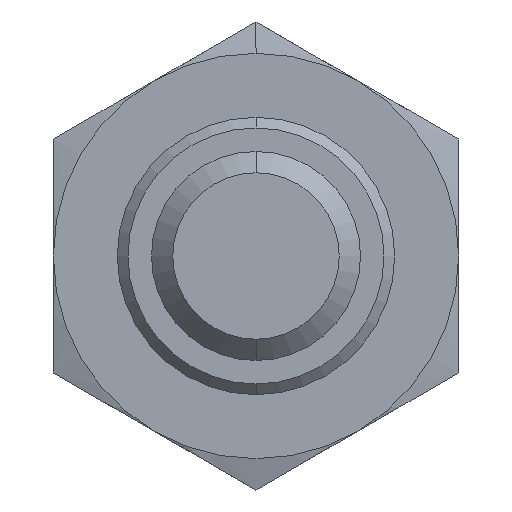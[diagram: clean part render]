
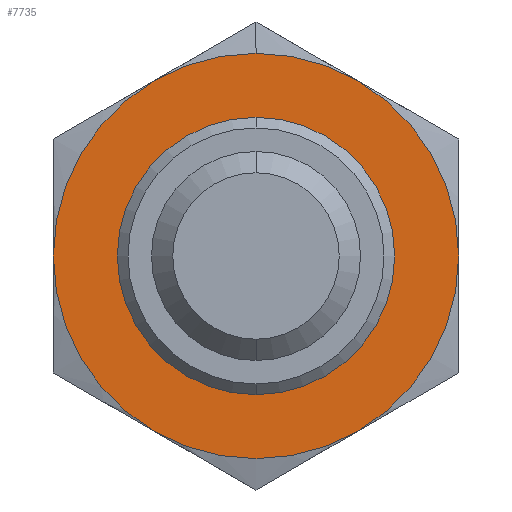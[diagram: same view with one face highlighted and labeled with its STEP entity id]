
A CAD part, front view. The second image highlights one B-rep face of the part: STEP entity #7735.
In plain terms, the highlighted planar face has unit normal (0, -1, 0).
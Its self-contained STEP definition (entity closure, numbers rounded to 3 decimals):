
#11 = AXIS2_PLACEMENT_3D ( 'NONE', #9351, #4668, #1415 ) ;
#61 = DIRECTION ( 'NONE',  ( 0., 0., -1. ) ) ;
#161 = EDGE_CURVE ( 'NONE', #9556, #10517, #5742, .T. ) ;
#240 = CARTESIAN_POINT ( 'NONE',  ( 4.75, 0., -8.227 ) ) ;
#323 = CARTESIAN_POINT ( 'NONE',  ( 0., 0., 5.95 ) ) ;
#424 = CARTESIAN_POINT ( 'NONE',  ( 0., 0., 0. ) ) ;
#551 = AXIS2_PLACEMENT_3D ( 'NONE', #5455, #5614, #9508 ) ;
#781 = DIRECTION ( 'NONE',  ( 0., 0., -1. ) ) ;
#833 = FACE_BOUND ( 'NONE', #9631, .T. ) ;
#857 = VERTEX_POINT ( 'NONE', #10049 ) ;
#1153 = AXIS2_PLACEMENT_3D ( 'NONE', #8339, #4262, #9259 ) ;
#1356 = ORIENTED_EDGE ( 'NONE', *, *, #4376, .T. ) ;
#1415 = DIRECTION ( 'NONE',  ( 0., 0., -1. ) ) ;
#1583 = DIRECTION ( 'NONE',  ( 0., -1., 0. ) ) ;
#1630 = ORIENTED_EDGE ( 'NONE', *, *, #3453, .T. ) ;
#1770 = DIRECTION ( 'NONE',  ( 0., 0., -1. ) ) ;
#1838 = DIRECTION ( 'NONE',  ( 0., 0., -1. ) ) ;
#2078 = VERTEX_POINT ( 'NONE', #7423 ) ;
#2107 = DIRECTION ( 'NONE',  ( 0., 0., -1. ) ) ;
#2244 = ORIENTED_EDGE ( 'NONE', *, *, #161, .T. ) ;
#2301 = VERTEX_POINT ( 'NONE', #8783 ) ;
#2511 = VERTEX_POINT ( 'NONE', #3602 ) ;
#2709 = CIRCLE ( 'NONE', #8614, 5.95 ) ;
#2728 = CIRCLE ( 'NONE', #9297, 9.5 ) ;
#2964 = EDGE_CURVE ( 'NONE', #2301, #9765, #2709, .T. ) ;
#3248 = DIRECTION ( 'NONE',  ( 0., 1., 0. ) ) ;
#3453 = EDGE_CURVE ( 'NONE', #2078, #9556, #9828, .T. ) ;
#3589 = ORIENTED_EDGE ( 'NONE', *, *, #2964, .T. ) ;
#3602 = CARTESIAN_POINT ( 'NONE',  ( 4.75, 0., 8.227 ) ) ;
#3696 = AXIS2_PLACEMENT_3D ( 'NONE', #5707, #4102, #61 ) ;
#3836 = ORIENTED_EDGE ( 'NONE', *, *, #6484, .T. ) ;
#3899 = EDGE_CURVE ( 'NONE', #10517, #5628, #2728, .T. ) ;
#4066 = PLANE ( 'NONE',  #8545 ) ;
#4080 = ORIENTED_EDGE ( 'NONE', *, *, #7915, .T. ) ;
#4102 = DIRECTION ( 'NONE',  ( 0., -1., 0. ) ) ;
#4145 = CIRCLE ( 'NONE', #10066, 5.95 ) ;
#4262 = DIRECTION ( 'NONE',  ( 0., -1., 0. ) ) ;
#4376 = EDGE_CURVE ( 'NONE', #5628, #857, #5954, .T. ) ;
#4618 = DIRECTION ( 'NONE',  ( 0., -1., 0. ) ) ;
#4668 = DIRECTION ( 'NONE',  ( 0., -1., 0. ) ) ;
#5045 = CIRCLE ( 'NONE', #5715, 9.5 ) ;
#5133 = CARTESIAN_POINT ( 'NONE',  ( 9.5, 0., 0. ) ) ;
#5259 = DIRECTION ( 'NONE',  ( 0., 0., -1. ) ) ;
#5452 = EDGE_LOOP ( 'NONE', ( #10072, #1356, #6652, #7234, #3836, #1630, #2244 ) ) ;
#5455 = CARTESIAN_POINT ( 'NONE',  ( 0., 0., 0. ) ) ;
#5465 = CARTESIAN_POINT ( 'NONE',  ( -4.75, 0., -8.227 ) ) ;
#5614 = DIRECTION ( 'NONE',  ( 0., 1., 0. ) ) ;
#5628 = VERTEX_POINT ( 'NONE', #240 ) ;
#5637 = CARTESIAN_POINT ( 'NONE',  ( 0., 0., 0. ) ) ;
#5707 = CARTESIAN_POINT ( 'NONE',  ( 0., 0., 0. ) ) ;
#5715 = AXIS2_PLACEMENT_3D ( 'NONE', #10499, #1583, #781 ) ;
#5742 = CIRCLE ( 'NONE', #1153, 9.5 ) ;
#5811 = CARTESIAN_POINT ( 'NONE',  ( 0., 0., 0. ) ) ;
#5954 = CIRCLE ( 'NONE', #11, 9.5 ) ;
#5972 = DIRECTION ( 'NONE',  ( 0., -1., 0. ) ) ;
#6484 = EDGE_CURVE ( 'NONE', #8109, #2078, #8794, .T. ) ;
#6652 = ORIENTED_EDGE ( 'NONE', *, *, #9191, .F. ) ;
#7234 = ORIENTED_EDGE ( 'NONE', *, *, #7528, .T. ) ;
#7423 = CARTESIAN_POINT ( 'NONE',  ( -4.75, 0., 8.227 ) ) ;
#7490 = CIRCLE ( 'NONE', #551, 9.5 ) ;
#7528 = EDGE_CURVE ( 'NONE', #2511, #8109, #5045, .T. ) ;
#7735 = ADVANCED_FACE ( 'NONE', ( #833, #9680 ), #4066, .T. ) ;
#7915 = EDGE_CURVE ( 'NONE', #9765, #2301, #4145, .T. ) ;
#8109 = VERTEX_POINT ( 'NONE', #8130 ) ;
#8130 = CARTESIAN_POINT ( 'NONE',  ( 0., 0., 9.5 ) ) ;
#8339 = CARTESIAN_POINT ( 'NONE',  ( 0., 0., 0. ) ) ;
#8506 = CARTESIAN_POINT ( 'NONE',  ( 0., 0., 0. ) ) ;
#8545 = AXIS2_PLACEMENT_3D ( 'NONE', #5133, #5972, #1838 ) ;
#8614 = AXIS2_PLACEMENT_3D ( 'NONE', #5637, #3248, #10516 ) ;
#8630 = AXIS2_PLACEMENT_3D ( 'NONE', #424, #4618, #5259 ) ;
#8783 = CARTESIAN_POINT ( 'NONE',  ( 0., 0., -5.95 ) ) ;
#8794 = CIRCLE ( 'NONE', #3696, 9.5 ) ;
#9015 = DIRECTION ( 'NONE',  ( 0., -1., 0. ) ) ;
#9191 = EDGE_CURVE ( 'NONE', #2511, #857, #7490, .T. ) ;
#9259 = DIRECTION ( 'NONE',  ( 0., 0., -1. ) ) ;
#9297 = AXIS2_PLACEMENT_3D ( 'NONE', #5811, #9015, #1770 ) ;
#9318 = CARTESIAN_POINT ( 'NONE',  ( -9.5, 0., 0. ) ) ;
#9327 = DIRECTION ( 'NONE',  ( 0., 1., 0. ) ) ;
#9351 = CARTESIAN_POINT ( 'NONE',  ( 0., 0., 0. ) ) ;
#9508 = DIRECTION ( 'NONE',  ( 0., 0., 1. ) ) ;
#9556 = VERTEX_POINT ( 'NONE', #9318 ) ;
#9631 = EDGE_LOOP ( 'NONE', ( #3589, #4080 ) ) ;
#9680 = FACE_OUTER_BOUND ( 'NONE', #5452, .T. ) ;
#9765 = VERTEX_POINT ( 'NONE', #323 ) ;
#9828 = CIRCLE ( 'NONE', #8630, 9.5 ) ;
#10049 = CARTESIAN_POINT ( 'NONE',  ( 9.5, 0., 0. ) ) ;
#10066 = AXIS2_PLACEMENT_3D ( 'NONE', #8506, #9327, #2107 ) ;
#10072 = ORIENTED_EDGE ( 'NONE', *, *, #3899, .T. ) ;
#10499 = CARTESIAN_POINT ( 'NONE',  ( 0., 0., 0. ) ) ;
#10516 = DIRECTION ( 'NONE',  ( 0., 0., -1. ) ) ;
#10517 = VERTEX_POINT ( 'NONE', #5465 ) ;
